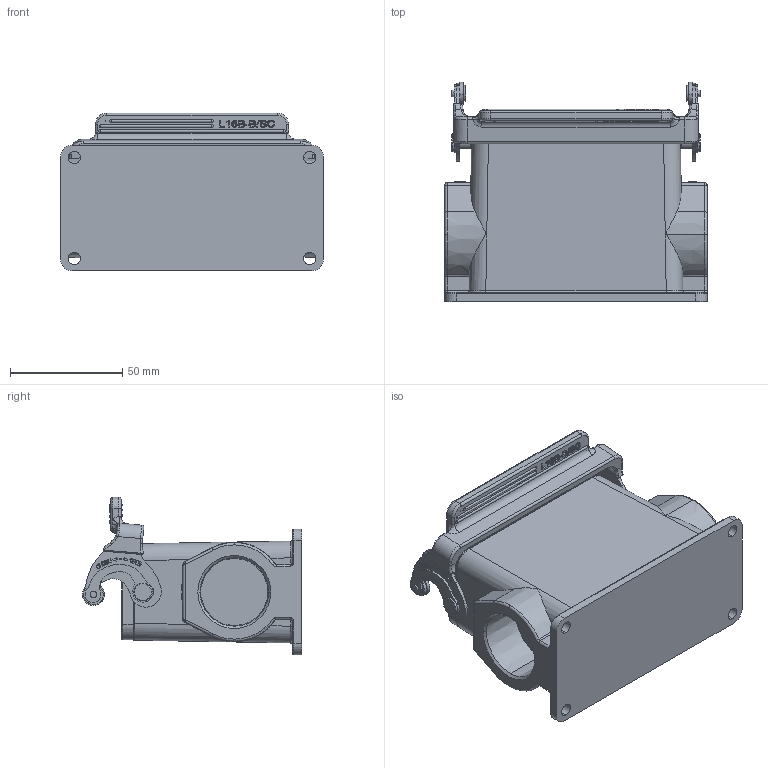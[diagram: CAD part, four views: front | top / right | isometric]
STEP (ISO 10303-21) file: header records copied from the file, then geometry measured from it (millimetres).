
FILE_DESCRIPTION(/* description */ (''),/* implementation_level */ '2;1');
FILE_NAME(/* name */ '3D_1240162215012_HV16B-SFH-1L_SC-PG29_V1.1.stp',/* time_stamp */ '2024-01-02T08:39:07+08:00',/* author */ (''),/* organization */ (''),/* preprocessor_version */ 'ST-DEVELOPER v18.1',/* originating_system */ 'SIEMENS PLM Software NX 1980',/* authorisation */ '');
FILE_SCHEMA (('AUTOMOTIVE_DESIGN { 1 0 10303 214 3 1 1 1 }'));
Length unit declared in the file: millimetre
Products named in the file (1): 14590F50E846lz26
Bounding box: 117.01 x 97.77 x 70.28 mm (x, y, z)
Volume: 166005.4 mm3; surface area: 67062.4 mm2
Topology: 1 solids, 9 shells, 1008 faces, 2741 edges, 1801 vertices
Faces by surface type: plane 421, cylinder 404, torus 61, extrusion 36, cone 35, bspline 31, sphere 20
Full cylindrical faces by diameter (mm): 32 x1, 35.6 x1
Entity records: 43054 total; most frequent: CARTESIAN_POINT 14763, ORIENTED_EDGE 5364, DIRECTION 4224, EDGE_CURVE 2709, VERTEX_POINT 1800, AXIS2_PLACEMENT_3D 1558, EDGE_LOOP 1117, VECTOR 1108
